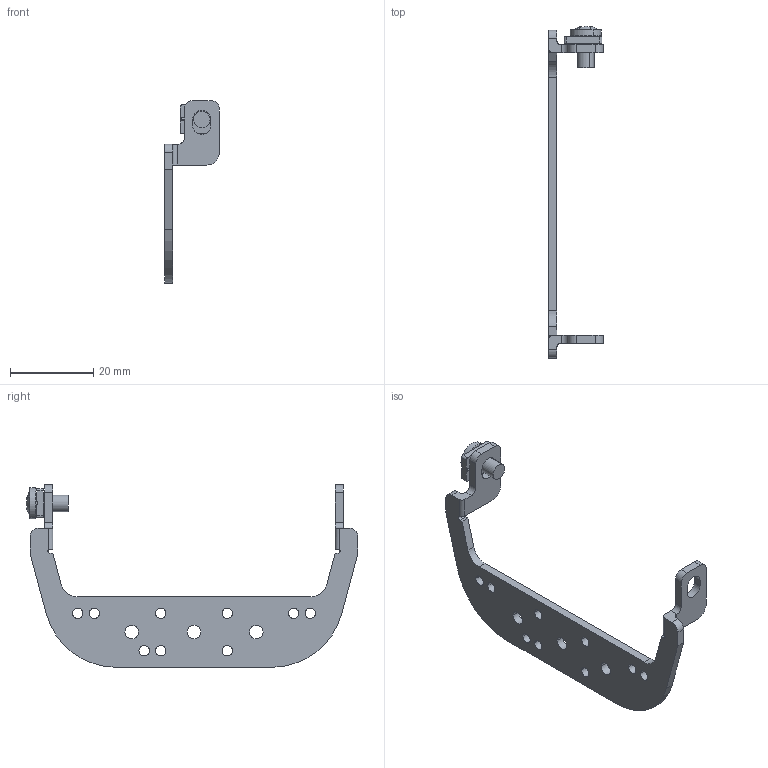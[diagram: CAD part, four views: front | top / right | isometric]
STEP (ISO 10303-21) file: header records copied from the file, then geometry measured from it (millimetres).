
FILE_DESCRIPTION(('CATIA V5 STEP Exchange','CAx-IF Rec.Pracs.--- Model Styling and Organization---1.4--- 2014-01-23'),'2;1');
FILE_NAME ('024299-4_2', '2019-07-28T07:43:50+00:00', ('none'), ('Weidmueller'), 'CATIA Version 5-6 Release 2016 SP3 HF44', 'CATIA V5 STEP AP214', 'none');
FILE_SCHEMA(('AUTOMOTIVE_DESIGN { 1 0 10303 214 1 1 1 1 }'));
Length unit declared in the file: millimetre
Products named in the file (1): 1867380000
Bounding box: 13.2 x 79.96 x 44 mm (x, y, z)
Volume: 3151.6 mm3; surface area: 4214.5 mm2
Topology: 3 solids, 3 shells, 149 faces, 422 edges, 277 vertices
Faces by surface type: plane 70, cylinder 68, cone 9, sphere 2
Entity records: 4766 total; most frequent: CARTESIAN_POINT 1147, ORIENTED_EDGE 838, DIRECTION 561, EDGE_CURVE 419, VERTEX_POINT 277, AXIS2_PLACEMENT_3D 263, VECTOR 189, LINE 189
